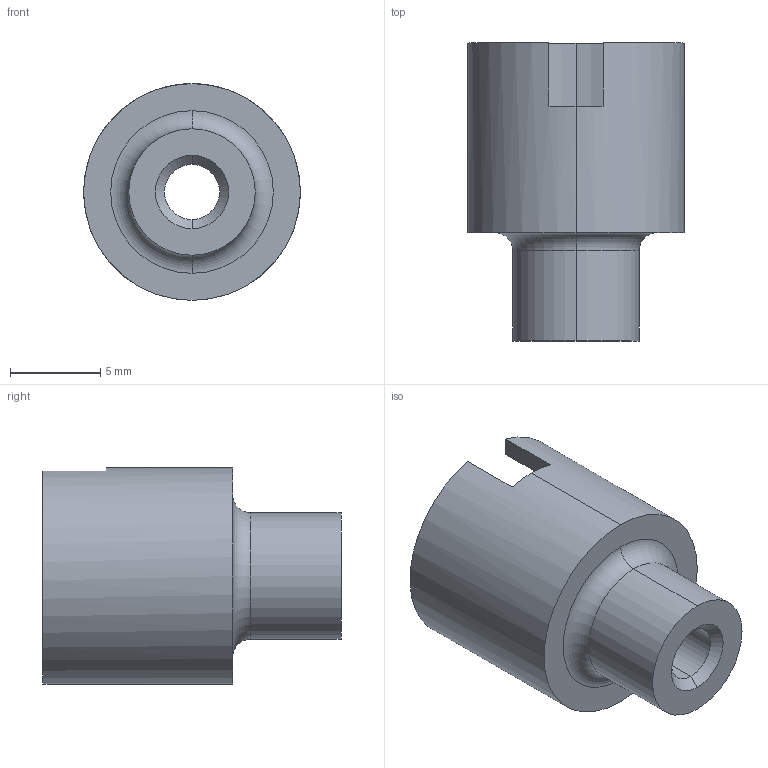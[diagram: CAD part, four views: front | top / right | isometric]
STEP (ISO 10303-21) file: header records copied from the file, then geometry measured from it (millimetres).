
FILE_DESCRIPTION (( 'STEP AP203' ), '1' );
FILE_NAME ('[WOJ-FOD-P-RevAB] Flex Optode Detector Prototype.STEP', '2023-10-12T14:03:10', ( '' ), ( '' ), 'SwSTEP 2.0', 'SolidWorks 2021', '' );
FILE_SCHEMA (( 'CONFIG_CONTROL_DESIGN' ));
Length unit declared in the file: millimetre
Products named in the file (1): [WOJ-FOD-P-RevAB] Flex Optode Detector Prototype
Bounding box: 12 x 16.5 x 12 mm (x, y, z)
Volume: 599.9 mm3; surface area: 1078.9 mm2
Topology: 1 solids, 1 shells, 26 faces, 58 edges, 36 vertices
Faces by surface type: cylinder 10, plane 8, cone 4, torus 4
Entity records: 815 total; most frequent: DIRECTION 148, CARTESIAN_POINT 121, ORIENTED_EDGE 116, AXIS2_PLACEMENT_3D 63, EDGE_CURVE 58, CIRCLE 36, VERTEX_POINT 36, EDGE_LOOP 30
